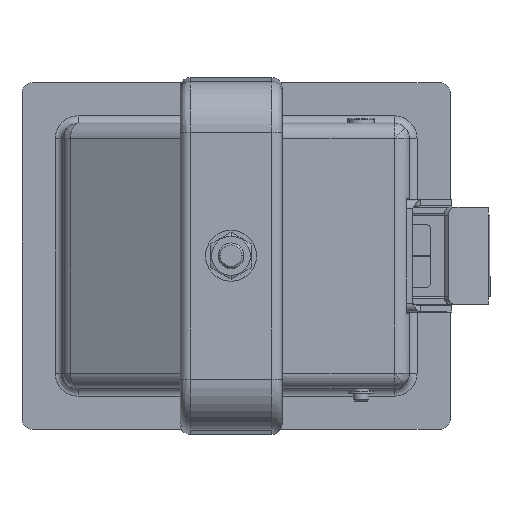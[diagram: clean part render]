
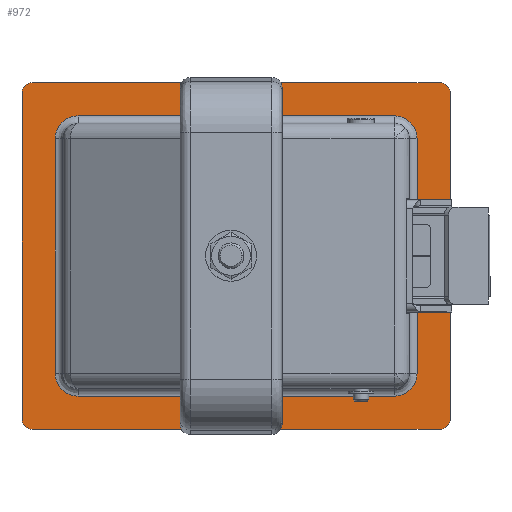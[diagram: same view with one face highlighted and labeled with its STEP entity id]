
A CAD part, top view. The second image highlights one B-rep face of the part: STEP entity #972.
In plain terms, the highlighted planar face has unit normal (0, 0, 1).
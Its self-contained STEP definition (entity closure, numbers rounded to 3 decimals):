
#972=ADVANCED_FACE('',(#1993,#1295),#15824,.T.);
#1295=FACE_BOUND('',#3000,.T.);
#1993=FACE_OUTER_BOUND('',#2999,.T.);
#2999=EDGE_LOOP('',(#6832,#6833,#6834,#6835,#6836,#6837,#6838,#6839));
#3000=EDGE_LOOP('',(#6840,#6841,#6842,#6843,#6844,#6845,#6846,#6847));
#6832=ORIENTED_EDGE('',*,*,#9936,.F.);
#6833=ORIENTED_EDGE('',*,*,#9933,.F.);
#6834=ORIENTED_EDGE('',*,*,#9931,.F.);
#6835=ORIENTED_EDGE('',*,*,#9928,.F.);
#6836=ORIENTED_EDGE('',*,*,#9926,.F.);
#6837=ORIENTED_EDGE('',*,*,#9923,.F.);
#6838=ORIENTED_EDGE('',*,*,#9921,.F.);
#6839=ORIENTED_EDGE('',*,*,#9918,.F.);
#6840=ORIENTED_EDGE('',*,*,#9947,.T.);
#6841=ORIENTED_EDGE('',*,*,#9937,.T.);
#6842=ORIENTED_EDGE('',*,*,#9938,.T.);
#6843=ORIENTED_EDGE('',*,*,#9939,.T.);
#6844=ORIENTED_EDGE('',*,*,#9940,.T.);
#6845=ORIENTED_EDGE('',*,*,#9941,.T.);
#6846=ORIENTED_EDGE('',*,*,#9942,.T.);
#6847=ORIENTED_EDGE('',*,*,#9943,.T.);
#9918=EDGE_CURVE('',#14814,#14815,#11000,.T.);
#9921=EDGE_CURVE('',#14815,#14816,#13253,.T.);
#9923=EDGE_CURVE('',#14816,#14817,#11002,.T.);
#9926=EDGE_CURVE('',#14817,#14818,#13256,.T.);
#9928=EDGE_CURVE('',#14818,#14819,#11004,.T.);
#9931=EDGE_CURVE('',#14819,#14820,#13259,.T.);
#9933=EDGE_CURVE('',#14820,#14821,#11006,.T.);
#9936=EDGE_CURVE('',#14821,#14814,#13262,.T.);
#9937=EDGE_CURVE('',#14822,#14823,#13263,.T.);
#9938=EDGE_CURVE('',#14823,#14824,#11008,.T.);
#9939=EDGE_CURVE('',#14824,#14825,#13264,.T.);
#9940=EDGE_CURVE('',#14825,#14826,#11009,.T.);
#9941=EDGE_CURVE('',#14826,#14827,#13265,.T.);
#9942=EDGE_CURVE('',#14827,#14828,#11010,.T.);
#9943=EDGE_CURVE('',#14828,#14829,#13266,.T.);
#9947=EDGE_CURVE('',#14829,#14822,#11014,.T.);
#11000=TRIMMED_CURVE($,#11653,(#55801),(#55802),.T.,.CARTESIAN.);
#11002=TRIMMED_CURVE($,#11655,(#55813),(#55814),.T.,.CARTESIAN.);
#11004=TRIMMED_CURVE($,#11657,(#55825),(#55826),.T.,.CARTESIAN.);
#11006=TRIMMED_CURVE($,#11659,(#55837),(#55838),.T.,.CARTESIAN.);
#11008=TRIMMED_CURVE($,#11661,(#55849),(#55850),.T.,.CARTESIAN.);
#11009=TRIMMED_CURVE($,#11662,(#55854),(#55855),.T.,.CARTESIAN.);
#11010=TRIMMED_CURVE($,#11663,(#55859),(#55860),.T.,.CARTESIAN.);
#11014=TRIMMED_CURVE($,#11667,(#55873),(#55874),.T.,.CARTESIAN.);
#11653=CIRCLE('',#16999,2.);
#11655=CIRCLE('',#17001,2.);
#11657=CIRCLE('',#17003,2.);
#11659=CIRCLE('',#17005,2.);
#11661=CIRCLE('',#17007,4.5);
#11662=CIRCLE('',#17008,4.5);
#11663=CIRCLE('',#17009,4.5);
#11667=CIRCLE('',#17013,4.5);
#13253=B_SPLINE_CURVE_WITH_KNOTS('',1,(#55808,#55809),.UNSPECIFIED.,.F.,
 .F.,(2,2),(0.,80.),.UNSPECIFIED.);
#13256=B_SPLINE_CURVE_WITH_KNOTS('',1,(#55820,#55821),.UNSPECIFIED.,.F.,
 .F.,(2,2),(0.,64.),.UNSPECIFIED.);
#13259=B_SPLINE_CURVE_WITH_KNOTS('',1,(#55832,#55833),.UNSPECIFIED.,.F.,
 .F.,(2,2),(0.,80.),.UNSPECIFIED.);
#13262=B_SPLINE_CURVE_WITH_KNOTS('',1,(#55844,#55845),.UNSPECIFIED.,.F.,
 .F.,(2,2),(0.,64.),.UNSPECIFIED.);
#13263=B_SPLINE_CURVE_WITH_KNOTS('',1,(#55846,#55847),.UNSPECIFIED.,.F.,
 .F.,(2,2),(0.,62.),.UNSPECIFIED.);
#13264=B_SPLINE_CURVE_WITH_KNOTS('',1,(#55851,#55852),.UNSPECIFIED.,.F.,
 .F.,(2,2),(0.,46.),.UNSPECIFIED.);
#13265=B_SPLINE_CURVE_WITH_KNOTS('',1,(#55856,#55857),.UNSPECIFIED.,.F.,
 .F.,(2,2),(0.,62.),.UNSPECIFIED.);
#13266=B_SPLINE_CURVE_WITH_KNOTS('',1,(#55861,#55862),.UNSPECIFIED.,.F.,
 .F.,(2,2),(0.,46.),.UNSPECIFIED.);
#14814=VERTEX_POINT('',#55670);
#14815=VERTEX_POINT('',#55671);
#14816=VERTEX_POINT('',#55672);
#14817=VERTEX_POINT('',#55673);
#14818=VERTEX_POINT('',#55674);
#14819=VERTEX_POINT('',#55675);
#14820=VERTEX_POINT('',#55676);
#14821=VERTEX_POINT('',#55677);
#14822=VERTEX_POINT('',#55678);
#14823=VERTEX_POINT('',#55679);
#14824=VERTEX_POINT('',#55680);
#14825=VERTEX_POINT('',#55681);
#14826=VERTEX_POINT('',#55682);
#14827=VERTEX_POINT('',#55683);
#14828=VERTEX_POINT('',#55684);
#14829=VERTEX_POINT('',#55685);
#15824=PLANE('',#16940);
#16940=AXIS2_PLACEMENT_3D('',#54213,#18734,$);
#16999=AXIS2_PLACEMENT_3D($,#55800,#18799,#18800);
#17001=AXIS2_PLACEMENT_3D($,#55812,#18803,#18804);
#17003=AXIS2_PLACEMENT_3D($,#55824,#18807,#18808);
#17005=AXIS2_PLACEMENT_3D($,#55836,#18811,#18812);
#17007=AXIS2_PLACEMENT_3D($,#55848,#18815,#18816);
#17008=AXIS2_PLACEMENT_3D($,#55853,#18817,#18818);
#17009=AXIS2_PLACEMENT_3D($,#55858,#18819,#18820);
#17013=AXIS2_PLACEMENT_3D($,#55872,#18827,#18828);
#18734=DIRECTION('',(0.,0.,1.));
#18799=DIRECTION('',(0.,0.,-1.));
#18800=DIRECTION('',(-1.,0.,0.));
#18803=DIRECTION('',(0.,0.,-1.));
#18804=DIRECTION('',(0.,1.,0.));
#18807=DIRECTION('',(0.,0.,-1.));
#18808=DIRECTION('',(1.,0.,0.));
#18811=DIRECTION('',(0.,0.,-1.));
#18812=DIRECTION('',(0.,-1.,0.));
#18815=DIRECTION('',(0.,0.,-1.));
#18816=DIRECTION('',(0.,1.,0.));
#18817=DIRECTION('',(0.,0.,-1.));
#18818=DIRECTION('',(1.,0.,0.));
#18819=DIRECTION('',(0.,0.,-1.));
#18820=DIRECTION('',(0.,-1.,0.));
#18827=DIRECTION('',(0.,0.,-1.));
#18828=DIRECTION('',(-1.,0.,0.));
#54213=CARTESIAN_POINT('',(-50.4,-40.8,1.2));
#55670=CARTESIAN_POINT('',(-42.,32.,1.2));
#55671=CARTESIAN_POINT('',(-40.,34.,1.2));
#55672=CARTESIAN_POINT('',(40.,34.,1.2));
#55673=CARTESIAN_POINT('',(42.,32.,1.2));
#55674=CARTESIAN_POINT('',(42.,-32.,1.2));
#55675=CARTESIAN_POINT('',(40.,-34.,1.2));
#55676=CARTESIAN_POINT('',(-40.,-34.,1.2));
#55677=CARTESIAN_POINT('',(-42.,-32.,1.2));
#55678=CARTESIAN_POINT('',(-31.,27.5,1.2));
#55679=CARTESIAN_POINT('',(31.,27.5,1.2));
#55680=CARTESIAN_POINT('',(35.5,23.,1.2));
#55681=CARTESIAN_POINT('',(35.5,-23.,1.2));
#55682=CARTESIAN_POINT('',(31.,-27.5,1.2));
#55683=CARTESIAN_POINT('',(-31.,-27.5,1.2));
#55684=CARTESIAN_POINT('',(-35.5,-23.,1.2));
#55685=CARTESIAN_POINT('',(-35.5,23.,1.2));
#55800=CARTESIAN_POINT('',(-40.,32.,1.2));
#55801=CARTESIAN_POINT('',(-42.,32.,1.2));
#55802=CARTESIAN_POINT('',(-40.,34.,1.2));
#55808=CARTESIAN_POINT('',(-40.,34.,1.2));
#55809=CARTESIAN_POINT('',(40.,34.,1.2));
#55812=CARTESIAN_POINT('',(40.,32.,1.2));
#55813=CARTESIAN_POINT('',(40.,34.,1.2));
#55814=CARTESIAN_POINT('',(42.,32.,1.2));
#55820=CARTESIAN_POINT('',(42.,32.,1.2));
#55821=CARTESIAN_POINT('',(42.,-32.,1.2));
#55824=CARTESIAN_POINT('',(40.,-32.,1.2));
#55825=CARTESIAN_POINT('',(42.,-32.,1.2));
#55826=CARTESIAN_POINT('',(40.,-34.,1.2));
#55832=CARTESIAN_POINT('',(40.,-34.,1.2));
#55833=CARTESIAN_POINT('',(-40.,-34.,1.2));
#55836=CARTESIAN_POINT('',(-40.,-32.,1.2));
#55837=CARTESIAN_POINT('',(-40.,-34.,1.2));
#55838=CARTESIAN_POINT('',(-42.,-32.,1.2));
#55844=CARTESIAN_POINT('',(-42.,-32.,1.2));
#55845=CARTESIAN_POINT('',(-42.,32.,1.2));
#55846=CARTESIAN_POINT('',(-31.,27.5,1.2));
#55847=CARTESIAN_POINT('',(31.,27.5,1.2));
#55848=CARTESIAN_POINT('',(31.,23.,1.2));
#55849=CARTESIAN_POINT('',(31.,27.5,1.2));
#55850=CARTESIAN_POINT('',(35.5,23.,1.2));
#55851=CARTESIAN_POINT('',(35.5,23.,1.2));
#55852=CARTESIAN_POINT('',(35.5,-23.,1.2));
#55853=CARTESIAN_POINT('',(31.,-23.,1.2));
#55854=CARTESIAN_POINT('',(35.5,-23.,1.2));
#55855=CARTESIAN_POINT('',(31.,-27.5,1.2));
#55856=CARTESIAN_POINT('',(31.,-27.5,1.2));
#55857=CARTESIAN_POINT('',(-31.,-27.5,1.2));
#55858=CARTESIAN_POINT('',(-31.,-23.,1.2));
#55859=CARTESIAN_POINT('',(-31.,-27.5,1.2));
#55860=CARTESIAN_POINT('',(-35.5,-23.,1.2));
#55861=CARTESIAN_POINT('',(-35.5,-23.,1.2));
#55862=CARTESIAN_POINT('',(-35.5,23.,1.2));
#55872=CARTESIAN_POINT('',(-31.,23.,1.2));
#55873=CARTESIAN_POINT('',(-35.5,23.,1.2));
#55874=CARTESIAN_POINT('',(-31.,27.5,1.2));
